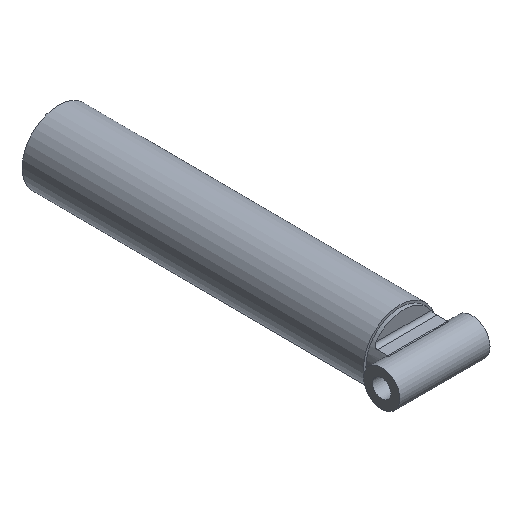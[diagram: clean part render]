
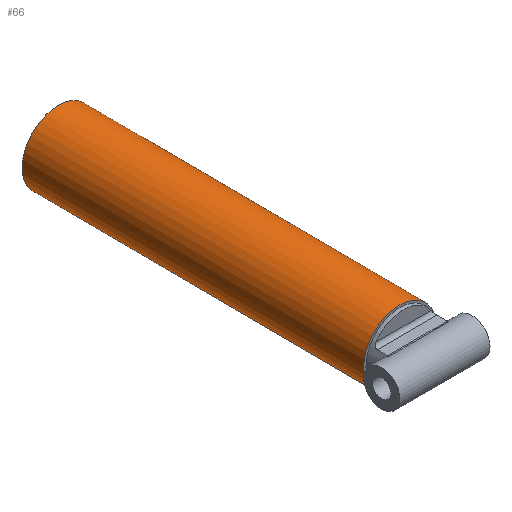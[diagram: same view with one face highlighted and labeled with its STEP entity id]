
A CAD part, isometric view. The second image highlights one B-rep face of the part: STEP entity #66.
In plain terms, the highlighted cylindrical face has radius 50.8 mm (diameter 101.6 mm), a full revolution.
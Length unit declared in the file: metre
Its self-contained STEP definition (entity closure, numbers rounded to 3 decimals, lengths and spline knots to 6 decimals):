
#66 = ADVANCED_FACE( '', ( #136, #137 ), #138, .T. );
#136 = FACE_OUTER_BOUND( '', #207, .T. );
#137 = FACE_OUTER_BOUND( '', #208, .T. );
#138 = CYLINDRICAL_SURFACE( '', #209, 0.0508 );
#207 = EDGE_LOOP( '', ( #310 ) );
#208 = EDGE_LOOP( '', ( #311 ) );
#209 = AXIS2_PLACEMENT_3D( '', #312, #313, #314 );
#310 = ORIENTED_EDGE( '', *, *, #370, .F. );
#311 = ORIENTED_EDGE( '', *, *, #406, .F. );
#312 = CARTESIAN_POINT( '', ( 0.413164, 6.721119, 0.620494 ) );
#313 = DIRECTION( '', ( 0., 1., 0.006 ) );
#314 = DIRECTION( '', ( 0., 0.006, -1. ) );
#370 = EDGE_CURVE( '', #422, #422, #423, .F. );
#406 = EDGE_CURVE( '', #480, #480, #481, .T. );
#422 = VERTEX_POINT( '', #498 );
#423 = CIRCLE( '', #499, 0.0508 );
#480 = VERTEX_POINT( '', #628 );
#481 = CIRCLE( '', #629, 0.0508 );
#498 = CARTESIAN_POINT( '', ( 0.413164, 1.772794, 0.539548 ) );
#499 = AXIS2_PLACEMENT_3D( '', #768, #769, #770 );
#628 = CARTESIAN_POINT( '', ( 0.413164, 1.291967, 0.536619 ) );
#629 = AXIS2_PLACEMENT_3D( '', #802, #803, #804 );
#768 = CARTESIAN_POINT( '', ( 0.413164, 1.772484, 0.590347 ) );
#769 = DIRECTION( '', ( 0., -1., -0.006 ) );
#770 = DIRECTION( '', ( 0., 0.006, -1. ) );
#802 = CARTESIAN_POINT( '', ( 0.413164, 1.291658, 0.587418 ) );
#803 = DIRECTION( '', ( 0., -1., -0.006 ) );
#804 = DIRECTION( '', ( 0., 0.006, -1. ) );
